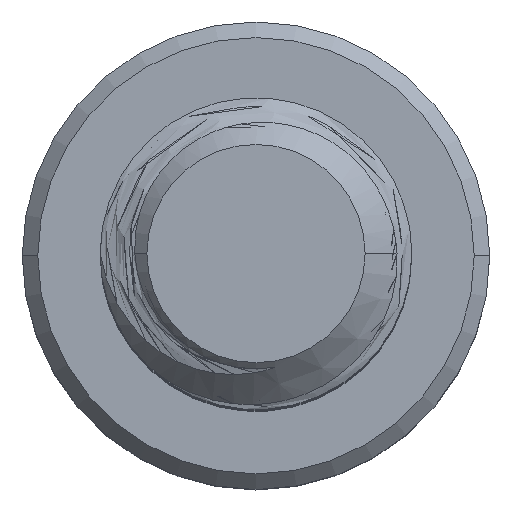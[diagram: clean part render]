
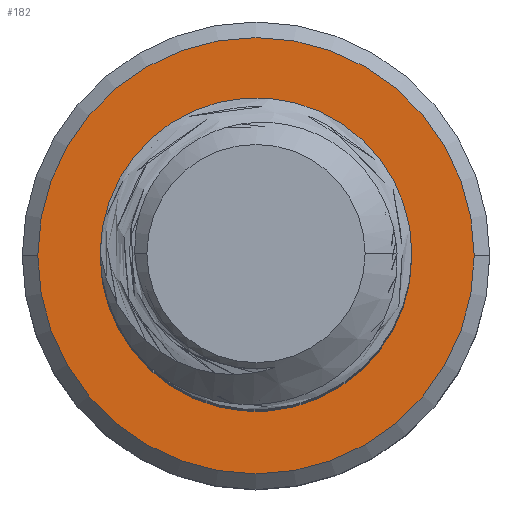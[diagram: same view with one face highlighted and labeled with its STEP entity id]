
A CAD part, top view. The second image highlights one B-rep face of the part: STEP entity #182.
In plain terms, the highlighted planar face has unit normal (0, 0, 1).
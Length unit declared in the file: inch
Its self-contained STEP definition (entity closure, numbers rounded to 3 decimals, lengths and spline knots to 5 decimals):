
#36 = CIRCLE ( 'NONE', #3811, 0.125 ) ;
#40 = CIRCLE ( 'NONE', #3814, 0.175 ) ;
#51 = CIRCLE ( 'NONE', #3815, 0.175 ) ;
#88 = CIRCLE ( 'NONE', #3820, 0.09252 ) ;
#182 = ADVANCED_FACE ( 'NONE', ( #664, #662 ), #2108, .F. ) ;
#662 = FACE_BOUND ( 'NONE', #723, .T. ) ;
#664 = FACE_OUTER_BOUND ( 'NONE', #726, .T. ) ;
#723 = EDGE_LOOP ( 'NONE', ( #1278, #964, #965, #967 ) ) ;
#726 = EDGE_LOOP ( 'NONE', ( #1296, #942 ) ) ;
#942 = ORIENTED_EDGE ( 'NONE', *, *, #4099, .T. ) ;
#964 = ORIENTED_EDGE ( 'NONE', *, *, #3956, .T. ) ;
#965 = ORIENTED_EDGE ( 'NONE', *, *, #4036, .T. ) ;
#967 = ORIENTED_EDGE ( 'NONE', *, *, #3916, .T. ) ;
#1278 = ORIENTED_EDGE ( 'NONE', *, *, #4125, .F. ) ;
#1296 = ORIENTED_EDGE ( 'NONE', *, *, #4105, .T. ) ;
#1427 = B_SPLINE_CURVE_WITH_KNOTS ( 'NONE', 3,
 ( #4668, #5488, #5492, #5491, #4688, #5490, #5498, #5371, #5369, #5368, #5358, #5364, #5365, #5353, #5359, #4981, #5362, #5360, #5354, #5366 ),
 .UNSPECIFIED., .F., .F.,
 ( 4, 2, 2, 2, 2, 2, 2, 2, 2, 4 ),
 ( 0., 0.00082, 0.00164, 0.00246, 0.00328, 0.0041, 0.00451, 0.00492, 0.00574, 0.00656 ),
 .UNSPECIFIED. ) ;
#1433 = B_SPLINE_CURVE_WITH_KNOTS ( 'NONE', 3,
 ( #4497, #4449, #4419, #4490, #4494, #4417, #4493, #4432, #4428, #4431, #4429, #4430, #4477, #4479, #4475, #4474, #4473, #4485, #4484, #4483, #4489, #4487, #4439, #4437 ),
 .UNSPECIFIED., .F., .F.,
 ( 4, 2, 2, 2, 2, 2, 2, 2, 2, 2, 2, 4 ),
 ( 0., 0.00082, 0.00123, 0.00164, 0.00246, 0.00287, 0.00328, 0.00368, 0.00409, 0.00491, 0.00573, 0.00655 ),
 .UNSPECIFIED. ) ;
#1510 = DIRECTION ( 'NONE',  ( -1., 0., 0. ) ) ;
#1682 = DIRECTION ( 'NONE',  ( 0., 0., -1. ) ) ;
#2053 = CARTESIAN_POINT ( 'NONE',  ( 0., 0., -1. ) ) ;
#2085 = VERTEX_POINT ( 'NONE', #5567 ) ;
#2103 = VERTEX_POINT ( 'NONE', #4795 ) ;
#2108 = PLANE ( 'NONE',  #4228 ) ;
#2135 = VERTEX_POINT ( 'NONE', #4996 ) ;
#2160 = VERTEX_POINT ( 'NONE', #5493 ) ;
#2179 = VERTEX_POINT ( 'NONE', #5178 ) ;
#2202 = VERTEX_POINT ( 'NONE', #4887 ) ;
#2804 = DIRECTION ( 'NONE',  ( 1., 0., 0. ) ) ;
#2808 = DIRECTION ( 'NONE',  ( 0., 0., 1. ) ) ;
#3006 = CARTESIAN_POINT ( 'NONE',  ( 0., 0., -1. ) ) ;
#3151 = DIRECTION ( 'NONE',  ( -1., 0., 0. ) ) ;
#3152 = DIRECTION ( 'NONE',  ( 0., 0., 1. ) ) ;
#3153 = CARTESIAN_POINT ( 'NONE',  ( 0., 0., -1. ) ) ;
#3178 = DIRECTION ( 'NONE',  ( -1., 0., 0. ) ) ;
#3179 = DIRECTION ( 'NONE',  ( 0., 0., 1. ) ) ;
#3181 = CARTESIAN_POINT ( 'NONE',  ( 0., 0., -1. ) ) ;
#3424 = DIRECTION ( 'NONE',  ( 1., 0., 0. ) ) ;
#3425 = DIRECTION ( 'NONE',  ( 0., 0., -1. ) ) ;
#3426 = CARTESIAN_POINT ( 'NONE',  ( 0., 0., -1. ) ) ;
#3811 = AXIS2_PLACEMENT_3D ( 'NONE', #3006, #2808, #2804 ) ;
#3814 = AXIS2_PLACEMENT_3D ( 'NONE', #3153, #3152, #3151 ) ;
#3815 = AXIS2_PLACEMENT_3D ( 'NONE', #3181, #3179, #3178 ) ;
#3820 = AXIS2_PLACEMENT_3D ( 'NONE', #3426, #3425, #3424 ) ;
#3916 = EDGE_CURVE ( 'NONE', #2179, #2160, #1427, .T. ) ;
#3956 = EDGE_CURVE ( 'NONE', #2202, #2085, #1433, .T. ) ;
#4036 = EDGE_CURVE ( 'NONE', #2085, #2179, #88, .T. ) ;
#4099 = EDGE_CURVE ( 'NONE', #2103, #2135, #51, .T. ) ;
#4105 = EDGE_CURVE ( 'NONE', #2135, #2103, #40, .T. ) ;
#4125 = EDGE_CURVE ( 'NONE', #2202, #2160, #36, .T. ) ;
#4228 = AXIS2_PLACEMENT_3D ( 'NONE', #2053, #1682, #1510 ) ;
#4417 = CARTESIAN_POINT ( 'NONE',  ( 0.05073, 0.10777, -1. ) ) ;
#4419 = CARTESIAN_POINT ( 'NONE',  ( 0.02129, 0.12138, -1. ) ) ;
#4428 = CARTESIAN_POINT ( 'NONE',  ( 0.07579, 0.08719, -1. ) ) ;
#4429 = CARTESIAN_POINT ( 'NONE',  ( 0.08836, 0.06975, -1. ) ) ;
#4430 = CARTESIAN_POINT ( 'NONE',  ( 0.09358, 0.06027, -1. ) ) ;
#4431 = CARTESIAN_POINT ( 'NONE',  ( 0.08544, 0.07427, -1. ) ) ;
#4432 = CARTESIAN_POINT ( 'NONE',  ( 0.06804, 0.09503, -1. ) ) ;
#4437 = CARTESIAN_POINT ( 'NONE',  ( 0.06483, -0.06602, -1. ) ) ;
#4439 = CARTESIAN_POINT ( 'NONE',  ( 0.07368, -0.05961, -1. ) ) ;
#4449 = CARTESIAN_POINT ( 'NONE',  ( 0.01085, 0.12392, -1. ) ) ;
#4473 = CARTESIAN_POINT ( 'NONE',  ( 0.10399, 0.02415, -1. ) ) ;
#4474 = CARTESIAN_POINT ( 'NONE',  ( 0.10331, 0.02957, -1. ) ) ;
#4475 = CARTESIAN_POINT ( 'NONE',  ( 0.10115, 0.04009, -1. ) ) ;
#4477 = CARTESIAN_POINT ( 'NONE',  ( 0.0959, 0.0553, -1. ) ) ;
#4479 = CARTESIAN_POINT ( 'NONE',  ( 0.09967, 0.04523, -1. ) ) ;
#4483 = CARTESIAN_POINT ( 'NONE',  ( 0.09765, -0.02383, -1. ) ) ;
#4484 = CARTESIAN_POINT ( 'NONE',  ( 0.1035, -0.00282, -1. ) ) ;
#4485 = CARTESIAN_POINT ( 'NONE',  ( 0.10471, 0.00788, -1. ) ) ;
#4487 = CARTESIAN_POINT ( 'NONE',  ( 0.08107, -0.05172, -1. ) ) ;
#4489 = CARTESIAN_POINT ( 'NONE',  ( 0.09316, -0.03361, -1. ) ) ;
#4490 = CARTESIAN_POINT ( 'NONE',  ( 0.03638, 0.11544, -1. ) ) ;
#4493 = CARTESIAN_POINT ( 'NONE',  ( 0.05521, 0.10481, -1. ) ) ;
#4494 = CARTESIAN_POINT ( 'NONE',  ( 0.04133, 0.11308, -1. ) ) ;
#4497 = CARTESIAN_POINT ( 'NONE',  ( 0., 0.125, -1. ) ) ;
#4668 = CARTESIAN_POINT ( 'NONE',  ( 0., -0.09252, -1. ) ) ;
#4688 = CARTESIAN_POINT ( 'NONE',  ( -0.05305, -0.08569, -1. ) ) ;
#4795 = CARTESIAN_POINT ( 'NONE',  ( 0.175, 0., -1. ) ) ;
#4887 = CARTESIAN_POINT ( 'NONE',  ( 0., 0.125, -1. ) ) ;
#4981 = CARTESIAN_POINT ( 'NONE',  ( -0.11231, 0.04133, -1. ) ) ;
#4996 = CARTESIAN_POINT ( 'NONE',  ( -0.175, 0., -1. ) ) ;
#5178 = CARTESIAN_POINT ( 'NONE',  ( 0., -0.09252, -1. ) ) ;
#5353 = CARTESIAN_POINT ( 'NONE',  ( -0.11505, 0.02001, -1. ) ) ;
#5354 = CARTESIAN_POINT ( 'NONE',  ( -0.09445, 0.08075, -1. ) ) ;
#5358 = CARTESIAN_POINT ( 'NONE',  ( -0.11245, -0.0123, -1. ) ) ;
#5359 = CARTESIAN_POINT ( 'NONE',  ( -0.11465, 0.02537, -1. ) ) ;
#5360 = CARTESIAN_POINT ( 'NONE',  ( -0.1002, 0.07146, -1. ) ) ;
#5362 = CARTESIAN_POINT ( 'NONE',  ( -0.10916, 0.0519, -1. ) ) ;
#5364 = CARTESIAN_POINT ( 'NONE',  ( -0.11471, 0.00373, -1. ) ) ;
#5365 = CARTESIAN_POINT ( 'NONE',  ( -0.11509, 0.0092, -1. ) ) ;
#5366 = CARTESIAN_POINT ( 'NONE',  ( -0.08758, 0.08919, -1. ) ) ;
#5368 = CARTESIAN_POINT ( 'NONE',  ( -0.10943, -0.02273, -1. ) ) ;
#5369 = CARTESIAN_POINT ( 'NONE',  ( -0.10045, -0.0425, -1. ) ) ;
#5371 = CARTESIAN_POINT ( 'NONE',  ( -0.09465, -0.05169, -1. ) ) ;
#5488 = CARTESIAN_POINT ( 'NONE',  ( -0.01081, -0.09398, -1. ) ) ;
#5490 = CARTESIAN_POINT ( 'NONE',  ( -0.07191, -0.07485, -1. ) ) ;
#5491 = CARTESIAN_POINT ( 'NONE',  ( -0.04295, -0.08948, -1. ) ) ;
#5492 = CARTESIAN_POINT ( 'NONE',  ( -0.02156, -0.09367, -1. ) ) ;
#5493 = CARTESIAN_POINT ( 'NONE',  ( -0.08758, 0.08919, -1. ) ) ;
#5498 = CARTESIAN_POINT ( 'NONE',  ( -0.08029, -0.06799, -1. ) ) ;
#5567 = CARTESIAN_POINT ( 'NONE',  ( 0.06483, -0.06602, -1. ) ) ;
